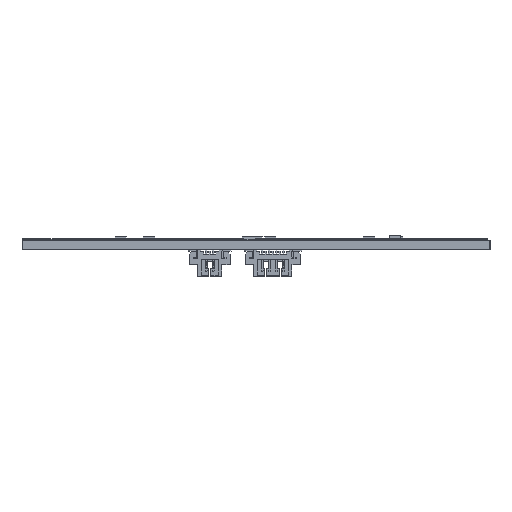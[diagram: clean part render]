
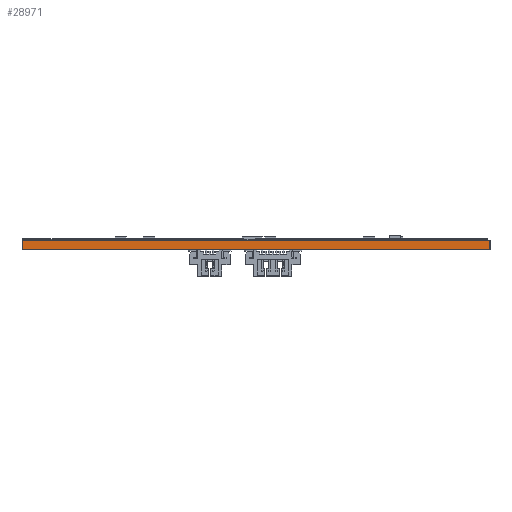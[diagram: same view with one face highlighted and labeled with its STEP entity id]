
A CAD part, left-side view. The second image highlights one B-rep face of the part: STEP entity #28971.
In plain terms, the highlighted planar face has unit normal (-1, 0, 0).
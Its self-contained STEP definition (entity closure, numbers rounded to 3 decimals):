
#28790 = PLANE('',#28791);
#28791 = AXIS2_PLACEMENT_3D('',#28792,#28793,#28794);
#28792 = CARTESIAN_POINT('',(453.76,-185.3,0.));
#28793 = DIRECTION('',(0.,-1.,0.));
#28794 = DIRECTION('',(-1.,0.,0.));
#28815 = VERTEX_POINT('',#28816);
#28816 = CARTESIAN_POINT('',(126.26,-185.3,1.6));
#28830 = PLANE('',#28831);
#28831 = AXIS2_PLACEMENT_3D('',#28832,#28833,#28834);
#28832 = CARTESIAN_POINT('',(290.01,-226.8,1.6));
#28833 = DIRECTION('',(0.,0.,1.));
#28834 = DIRECTION('',(1.,0.,0.));
#28842 = EDGE_CURVE('',#28843,#28815,#28845,.T.);
#28843 = VERTEX_POINT('',#28844);
#28844 = CARTESIAN_POINT('',(126.26,-185.3,0.));
#28845 = SURFACE_CURVE('',#28846,(#28850,#28857),.PCURVE_S1.);
#28846 = LINE('',#28847,#28848);
#28847 = CARTESIAN_POINT('',(126.26,-185.3,0.));
#28848 = VECTOR('',#28849,1.);
#28849 = DIRECTION('',(0.,0.,1.));
#28850 = PCURVE('',#28790,#28851);
#28851 = DEFINITIONAL_REPRESENTATION('',(#28852),#28856);
#28852 = LINE('',#28853,#28854);
#28853 = CARTESIAN_POINT('',(327.5,0.));
#28854 = VECTOR('',#28855,1.);
#28855 = DIRECTION('',(0.,-1.));
#28856 = ( GEOMETRIC_REPRESENTATION_CONTEXT(2) 
PARAMETRIC_REPRESENTATION_CONTEXT() REPRESENTATION_CONTEXT('2D SPACE',''
  ) );
#28857 = PCURVE('',#28858,#28863);
#28858 = PLANE('',#28859);
#28859 = AXIS2_PLACEMENT_3D('',#28860,#28861,#28862);
#28860 = CARTESIAN_POINT('',(126.26,-185.3,0.));
#28861 = DIRECTION('',(1.,0.,0.));
#28862 = DIRECTION('',(0.,-1.,0.));
#28863 = DEFINITIONAL_REPRESENTATION('',(#28864),#28868);
#28864 = LINE('',#28865,#28866);
#28865 = CARTESIAN_POINT('',(0.,0.));
#28866 = VECTOR('',#28867,1.);
#28867 = DIRECTION('',(0.,-1.));
#28868 = ( GEOMETRIC_REPRESENTATION_CONTEXT(2) 
PARAMETRIC_REPRESENTATION_CONTEXT() REPRESENTATION_CONTEXT('2D SPACE',''
  ) );
#28884 = PLANE('',#28885);
#28885 = AXIS2_PLACEMENT_3D('',#28886,#28887,#28888);
#28886 = CARTESIAN_POINT('',(290.01,-226.8,0.));
#28887 = DIRECTION('',(0.,0.,1.));
#28888 = DIRECTION('',(1.,0.,0.));
#28917 = PLANE('',#28918);
#28918 = AXIS2_PLACEMENT_3D('',#28919,#28920,#28921);
#28919 = CARTESIAN_POINT('',(126.26,-268.3,0.));
#28920 = DIRECTION('',(0.,1.,0.));
#28921 = DIRECTION('',(1.,0.,0.));
#28971 = ADVANCED_FACE('',(#28972),#28858,.F.);
#28972 = FACE_BOUND('',#28973,.F.);
#28973 = EDGE_LOOP('',(#28974,#28975,#28998,#29021));
#28974 = ORIENTED_EDGE('',*,*,#28842,.T.);
#28975 = ORIENTED_EDGE('',*,*,#28976,.T.);
#28976 = EDGE_CURVE('',#28815,#28977,#28979,.T.);
#28977 = VERTEX_POINT('',#28978);
#28978 = CARTESIAN_POINT('',(126.26,-268.3,1.6));
#28979 = SURFACE_CURVE('',#28980,(#28984,#28991),.PCURVE_S1.);
#28980 = LINE('',#28981,#28982);
#28981 = CARTESIAN_POINT('',(126.26,-185.3,1.6));
#28982 = VECTOR('',#28983,1.);
#28983 = DIRECTION('',(0.,-1.,0.));
#28984 = PCURVE('',#28858,#28985);
#28985 = DEFINITIONAL_REPRESENTATION('',(#28986),#28990);
#28986 = LINE('',#28987,#28988);
#28987 = CARTESIAN_POINT('',(0.,-1.6));
#28988 = VECTOR('',#28989,1.);
#28989 = DIRECTION('',(1.,0.));
#28990 = ( GEOMETRIC_REPRESENTATION_CONTEXT(2) 
PARAMETRIC_REPRESENTATION_CONTEXT() REPRESENTATION_CONTEXT('2D SPACE',''
  ) );
#28991 = PCURVE('',#28830,#28992);
#28992 = DEFINITIONAL_REPRESENTATION('',(#28993),#28997);
#28993 = LINE('',#28994,#28995);
#28994 = CARTESIAN_POINT('',(-163.75,41.5));
#28995 = VECTOR('',#28996,1.);
#28996 = DIRECTION('',(0.,-1.));
#28997 = ( GEOMETRIC_REPRESENTATION_CONTEXT(2) 
PARAMETRIC_REPRESENTATION_CONTEXT() REPRESENTATION_CONTEXT('2D SPACE',''
  ) );
#28998 = ORIENTED_EDGE('',*,*,#28999,.F.);
#28999 = EDGE_CURVE('',#29000,#28977,#29002,.T.);
#29000 = VERTEX_POINT('',#29001);
#29001 = CARTESIAN_POINT('',(126.26,-268.3,0.));
#29002 = SURFACE_CURVE('',#29003,(#29007,#29014),.PCURVE_S1.);
#29003 = LINE('',#29004,#29005);
#29004 = CARTESIAN_POINT('',(126.26,-268.3,0.));
#29005 = VECTOR('',#29006,1.);
#29006 = DIRECTION('',(0.,0.,1.));
#29007 = PCURVE('',#28858,#29008);
#29008 = DEFINITIONAL_REPRESENTATION('',(#29009),#29013);
#29009 = LINE('',#29010,#29011);
#29010 = CARTESIAN_POINT('',(83.,0.));
#29011 = VECTOR('',#29012,1.);
#29012 = DIRECTION('',(0.,-1.));
#29013 = ( GEOMETRIC_REPRESENTATION_CONTEXT(2) 
PARAMETRIC_REPRESENTATION_CONTEXT() REPRESENTATION_CONTEXT('2D SPACE',''
  ) );
#29014 = PCURVE('',#28917,#29015);
#29015 = DEFINITIONAL_REPRESENTATION('',(#29016),#29020);
#29016 = LINE('',#29017,#29018);
#29017 = CARTESIAN_POINT('',(0.,0.));
#29018 = VECTOR('',#29019,1.);
#29019 = DIRECTION('',(0.,-1.));
#29020 = ( GEOMETRIC_REPRESENTATION_CONTEXT(2) 
PARAMETRIC_REPRESENTATION_CONTEXT() REPRESENTATION_CONTEXT('2D SPACE',''
  ) );
#29021 = ORIENTED_EDGE('',*,*,#29022,.F.);
#29022 = EDGE_CURVE('',#28843,#29000,#29023,.T.);
#29023 = SURFACE_CURVE('',#29024,(#29028,#29035),.PCURVE_S1.);
#29024 = LINE('',#29025,#29026);
#29025 = CARTESIAN_POINT('',(126.26,-185.3,0.));
#29026 = VECTOR('',#29027,1.);
#29027 = DIRECTION('',(0.,-1.,0.));
#29028 = PCURVE('',#28858,#29029);
#29029 = DEFINITIONAL_REPRESENTATION('',(#29030),#29034);
#29030 = LINE('',#29031,#29032);
#29031 = CARTESIAN_POINT('',(0.,0.));
#29032 = VECTOR('',#29033,1.);
#29033 = DIRECTION('',(1.,0.));
#29034 = ( GEOMETRIC_REPRESENTATION_CONTEXT(2) 
PARAMETRIC_REPRESENTATION_CONTEXT() REPRESENTATION_CONTEXT('2D SPACE',''
  ) );
#29035 = PCURVE('',#28884,#29036);
#29036 = DEFINITIONAL_REPRESENTATION('',(#29037),#29041);
#29037 = LINE('',#29038,#29039);
#29038 = CARTESIAN_POINT('',(-163.75,41.5));
#29039 = VECTOR('',#29040,1.);
#29040 = DIRECTION('',(0.,-1.));
#29041 = ( GEOMETRIC_REPRESENTATION_CONTEXT(2) 
PARAMETRIC_REPRESENTATION_CONTEXT() REPRESENTATION_CONTEXT('2D SPACE',''
  ) );
